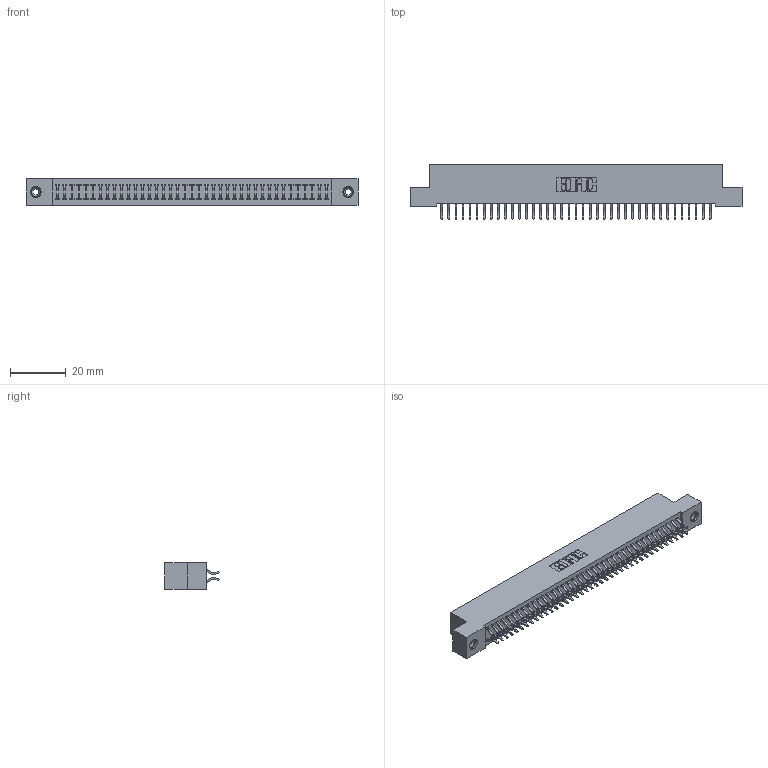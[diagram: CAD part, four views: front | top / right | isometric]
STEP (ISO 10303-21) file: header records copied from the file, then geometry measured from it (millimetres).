
FILE_DESCRIPTION (( 'STEP AP203' ), '1' );
FILE_NAME ('392-078-556-208.STEP', '2018-08-18T02:26:55', ( '' ), ( '' ), 'SwSTEP 2.0', 'SolidWorks 2016', '' );
FILE_SCHEMA (( 'CONFIG_CONTROL_DESIGN' ));
Length unit declared in the file: inch
Products named in the file (4): 342 Part_TI; 345-292-001_556 Tail; 345-250-001_345-250-003-102; 392-078-556-208
Assembly tree (81 placements, depth 2):
  392-078-556-208
    342 Part_TI
    345-292-001_556 Tail  x78
    345-250-001_345-250-003-102  x2
Bounding box: 119.38 x 19.58 x 9.4 mm (x, y, z)
Volume: 10704.4 mm3; surface area: 17284.8 mm2
Topology: 81 solids, 81 shells, 4694 faces, 13929 edges, 9174 vertices
Faces by surface type: plane 3218, cylinder 1460, cone 12, torus 4
Entity records: 26752 total; most frequent: CARTESIAN_POINT 4433, ORIENTED_EDGE 4350, DIRECTION 3813, EDGE_CURVE 2175, VECTOR 2019, LINE 2019, VERTEX_POINT 1444, AXIS2_PLACEMENT_3D 897
